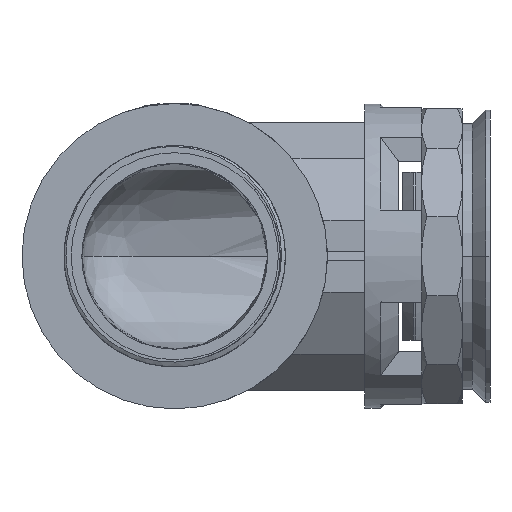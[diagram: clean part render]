
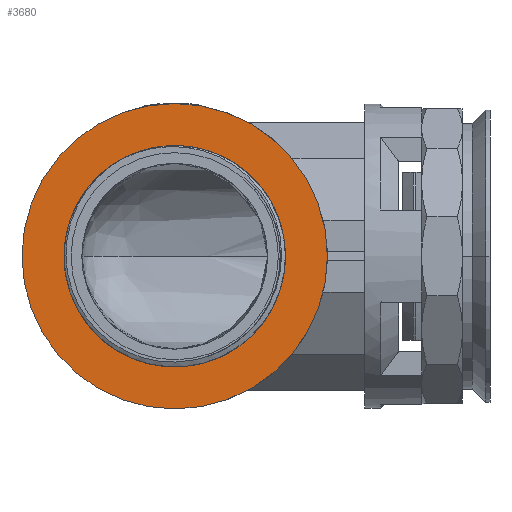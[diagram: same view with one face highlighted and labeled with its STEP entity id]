
A CAD part, left-side view. The second image highlights one B-rep face of the part: STEP entity #3680.
In plain terms, the highlighted planar face has unit normal (-1, 0, 0).
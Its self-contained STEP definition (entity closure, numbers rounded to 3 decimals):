
#3015 = VERTEX_POINT ( 'NONE', #16602 ) ;
#3033 = EDGE_CURVE ( 'NONE', #3034, #3015, #16745, .T. ) ;
#3034 = VERTEX_POINT ( 'NONE', #16741 ) ;
#3360 = VERTEX_POINT ( 'NONE', #17703 ) ;
#3362 = EDGE_CURVE ( 'NONE', #3360, #3363, #17690, .T. ) ;
#3363 = VERTEX_POINT ( 'NONE', #17685 ) ;
#3680 = ADVANCED_FACE ( 'NONE', ( #18429, #18431 ), #18535, .F. ) ;
#3681 = EDGE_LOOP ( 'NONE', ( #3781, #3782 ) ) ;
#3683 = EDGE_CURVE ( 'NONE', #3363, #3360, #18486, .T. ) ;
#3684 = ORIENTED_EDGE ( 'NONE', *, *, #3362, .F. ) ;
#3781 = ORIENTED_EDGE ( 'NONE', *, *, #3033, .T. ) ;
#3782 = ORIENTED_EDGE ( 'NONE', *, *, #3800, .T. ) ;
#3800 = EDGE_CURVE ( 'NONE', #3015, #3034, #18677, .T. ) ;
#3801 = EDGE_LOOP ( 'NONE', ( #3802, #3684 ) ) ;
#3802 = ORIENTED_EDGE ( 'NONE', *, *, #3683, .F. ) ;
#16562 = CARTESIAN_POINT ( 'NONE',  ( -21.011, 38.945, 0. ) ) ;
#16602 = CARTESIAN_POINT ( 'NONE',  ( -21.011, 38.945, -21. ) ) ;
#16741 = CARTESIAN_POINT ( 'NONE',  ( -21.011, 38.945, 21. ) ) ;
#16742 = DIRECTION ( 'NONE',  ( 0., 0., -1. ) ) ;
#16743 = DIRECTION ( 'NONE',  ( 1., 0., 0. ) ) ;
#16744 = AXIS2_PLACEMENT_3D ( 'NONE', #16562, #16743, #16742 ) ;
#16745 = CIRCLE ( 'NONE', #16744, 21. ) ;
#17685 = CARTESIAN_POINT ( 'NONE',  ( -21.011, 38.945, 34.5 ) ) ;
#17686 = DIRECTION ( 'NONE',  ( 0., 0., -1. ) ) ;
#17687 = DIRECTION ( 'NONE',  ( 1., 0., 0. ) ) ;
#17688 = CARTESIAN_POINT ( 'NONE',  ( -21.011, 38.945, 0. ) ) ;
#17689 = AXIS2_PLACEMENT_3D ( 'NONE', #17688, #17687, #17686 ) ;
#17690 = CIRCLE ( 'NONE', #17689, 34.5 ) ;
#17703 = CARTESIAN_POINT ( 'NONE',  ( -21.011, 38.945, -34.5 ) ) ;
#18429 = FACE_BOUND ( 'NONE', #3681, .T. ) ;
#18431 = FACE_OUTER_BOUND ( 'NONE', #3801, .T. ) ;
#18482 = DIRECTION ( 'NONE',  ( 0., 0., -1. ) ) ;
#18483 = DIRECTION ( 'NONE',  ( 1., 0., 0. ) ) ;
#18484 = CARTESIAN_POINT ( 'NONE',  ( -21.011, 38.945, 0. ) ) ;
#18485 = AXIS2_PLACEMENT_3D ( 'NONE', #18484, #18483, #18482 ) ;
#18486 = CIRCLE ( 'NONE', #18485, 34.5 ) ;
#18531 = DIRECTION ( 'NONE',  ( 0., 0., -1. ) ) ;
#18532 = DIRECTION ( 'NONE',  ( 1., 0., 0. ) ) ;
#18533 = CARTESIAN_POINT ( 'NONE',  ( -21.011, 38.945, 0. ) ) ;
#18534 = AXIS2_PLACEMENT_3D ( 'NONE', #18533, #18532, #18531 ) ;
#18535 = PLANE ( 'NONE',  #18534 ) ;
#18673 = DIRECTION ( 'NONE',  ( 0., 0., -1. ) ) ;
#18674 = DIRECTION ( 'NONE',  ( 1., 0., 0. ) ) ;
#18675 = CARTESIAN_POINT ( 'NONE',  ( -21.011, 38.945, 0. ) ) ;
#18676 = AXIS2_PLACEMENT_3D ( 'NONE', #18675, #18674, #18673 ) ;
#18677 = CIRCLE ( 'NONE', #18676, 21. ) ;
